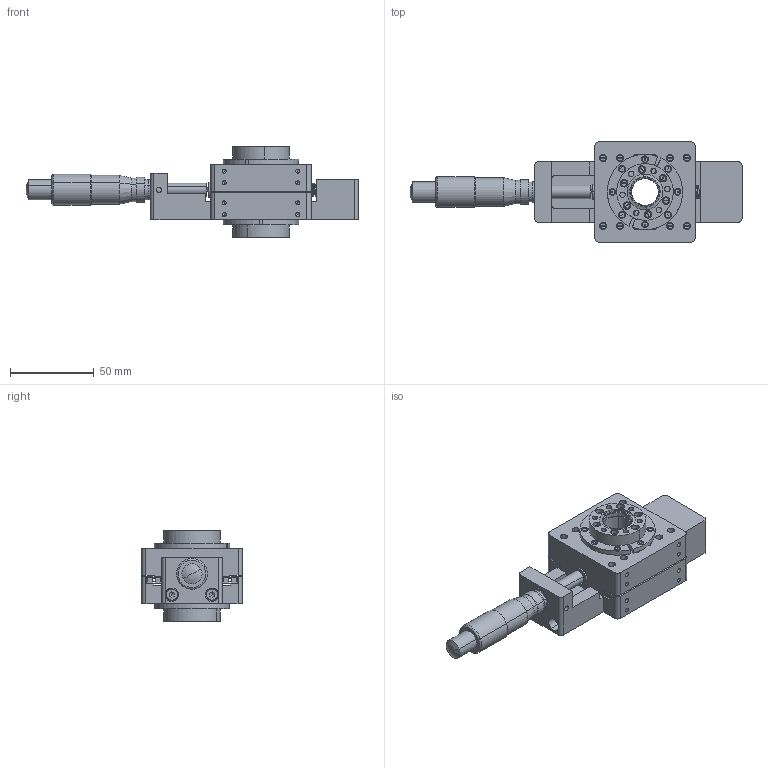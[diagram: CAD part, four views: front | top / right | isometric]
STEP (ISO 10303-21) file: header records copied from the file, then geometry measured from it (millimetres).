
FILE_DESCRIPTION(('CATIA V5 STEP Exchange'),'2;1');
FILE_NAME('MX16C-3.stp','2022-04-28T12:20:22+00:00',('none'),('none'),'CATIA Version 5 Release 21 SP 6 (IN-10)','CATIA V5 STEP AP203','none');
FILE_SCHEMA(('CONFIG_CONTROL_DESIGN'));
Products named in the file (1): MX16C-3
Bounding box: 198.47 x 60 x 54 mm (x, y, z)
Volume: 152696.8 mm3; surface area: 92907.6 mm2
Topology: 2 solids, 69 shells, 2540 faces, 6022 edges, 3740 vertices
Faces by surface type: plane 844, cylinder 797, cone 544, torus 342, sphere 8, bspline 5
Entity records: 77405 total; most frequent: CARTESIAN_POINT 24626, ORIENTED_EDGE 11904, DIRECTION 8354, EDGE_CURVE 5952, AXIS2_PLACEMENT_3D 4548, VERTEX_POINT 3734, CIRCLE 2944, EDGE_LOOP 2900
